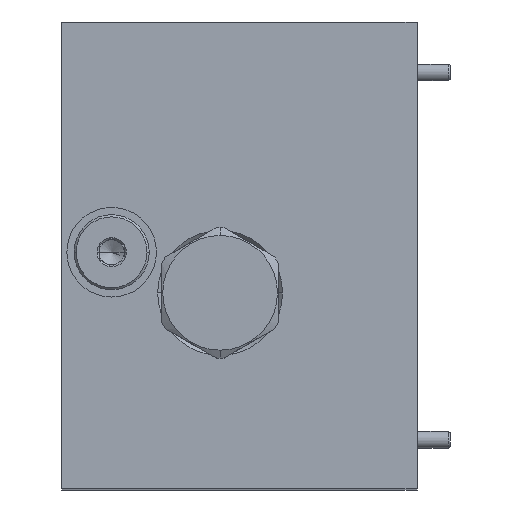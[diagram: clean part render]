
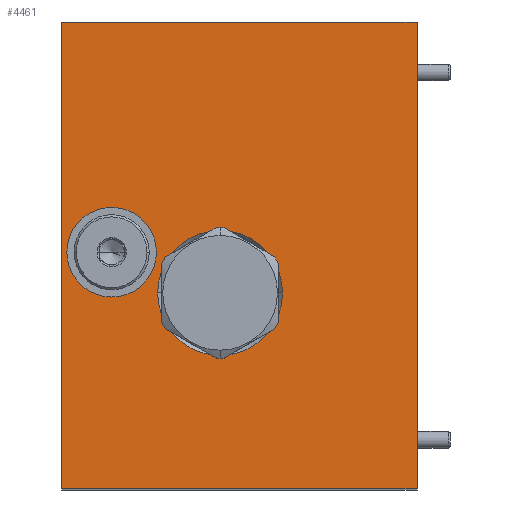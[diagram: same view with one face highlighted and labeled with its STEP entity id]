
A CAD part, top view. The second image highlights one B-rep face of the part: STEP entity #4461.
In plain terms, the highlighted planar face has unit normal (0, 0, 1).
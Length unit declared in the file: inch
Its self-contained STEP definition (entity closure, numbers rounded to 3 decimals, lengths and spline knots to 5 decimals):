
#1243=DIRECTION('',(0.,-1.,0.));
#1244=VECTOR('',#1243,3.5);
#1245=CARTESIAN_POINT('',(0.,0.,5.594));
#1246=LINE('',#1245,#1244);
#1247=DIRECTION('',(-1.,0.,0.));
#1248=VECTOR('',#1247,2.664);
#1249=CARTESIAN_POINT('',(2.664,0.,5.594));
#1250=LINE('',#1249,#1248);
#1251=DIRECTION('',(0.,1.,0.));
#1252=VECTOR('',#1251,3.5);
#1253=CARTESIAN_POINT('',(2.664,-3.5,5.594));
#1254=LINE('',#1253,#1252);
#1255=DIRECTION('',(1.,0.,0.));
#1256=VECTOR('',#1255,2.664);
#1257=CARTESIAN_POINT('',(0.,-3.5,5.594));
#1258=LINE('',#1257,#1256);
#1259=CARTESIAN_POINT('',(0.375,-1.726,5.594));
#1260=DIRECTION('',(0.,0.,-1.));
#1261=DIRECTION('',(-1.,0.,0.));
#1262=AXIS2_PLACEMENT_3D('',#1259,#1260,#1261);
#1264=CARTESIAN_POINT('',(0.375,-1.726,5.594));
#1265=DIRECTION('',(0.,0.,-1.));
#1266=DIRECTION('',(1.,0.,0.));
#1267=AXIS2_PLACEMENT_3D('',#1264,#1265,#1266);
#1269=CARTESIAN_POINT('',(1.188,-2.031,5.594));
#1270=DIRECTION('',(0.,0.,-1.));
#1271=DIRECTION('',(-1.,0.,0.));
#1272=AXIS2_PLACEMENT_3D('',#1269,#1270,#1271);
#1274=CARTESIAN_POINT('',(1.188,-2.031,5.594));
#1275=DIRECTION('',(0.,0.,-1.));
#1276=DIRECTION('',(1.,0.,0.));
#1277=AXIS2_PLACEMENT_3D('',#1274,#1275,#1276);
#3480=CARTESIAN_POINT('',(0.,0.,5.594));
#3481=CARTESIAN_POINT('',(0.,-3.5,5.594));
#3482=VERTEX_POINT('',#3480);
#3483=VERTEX_POINT('',#3481);
#3484=CARTESIAN_POINT('',(2.664,-3.5,5.594));
#3485=VERTEX_POINT('',#3484);
#3486=CARTESIAN_POINT('',(2.664,0.,5.594));
#3487=VERTEX_POINT('',#3486);
#3714=CARTESIAN_POINT('',(0.039,-1.726,5.594));
#3715=CARTESIAN_POINT('',(0.711,-1.726,5.594));
#3716=VERTEX_POINT('',#3714);
#3717=VERTEX_POINT('',#3715);
#3765=CARTESIAN_POINT('',(0.72,-2.031,
5.594));
#3766=CARTESIAN_POINT('',(1.656,-2.031,5.594));
#3767=VERTEX_POINT('',#3765);
#3768=VERTEX_POINT('',#3766);
#4438=CARTESIAN_POINT('',(0.,0.,5.594));
#4439=DIRECTION('',(0.,0.,1.));
#4440=DIRECTION('',(1.,0.,0.));
#4441=AXIS2_PLACEMENT_3D('',#4438,#4439,#4440);
#4442=PLANE('',#4441);
#4443=ORIENTED_EDGE('',*,*,#4222,.F.);
#4444=ORIENTED_EDGE('',*,*,#4321,.F.);
#4445=ORIENTED_EDGE('',*,*,#4335,.F.);
#4446=ORIENTED_EDGE('',*,*,#4432,.F.);
#4447=EDGE_LOOP('',(#4443,#4444,#4445,#4446));
#4448=FACE_OUTER_BOUND('',#4447,.F.);
#4450=ORIENTED_EDGE('',*,*,#4449,.F.);
#4452=ORIENTED_EDGE('',*,*,#4451,.F.);
#4453=EDGE_LOOP('',(#4450,#4452));
#4454=FACE_BOUND('',#4453,.F.);
#4456=ORIENTED_EDGE('',*,*,#4455,.F.);
#4458=ORIENTED_EDGE('',*,*,#4457,.F.);
#4459=EDGE_LOOP('',(#4456,#4458));
#4460=FACE_BOUND('',#4459,.F.);
#4461=ADVANCED_FACE('',(#4448,#4454,#4460),#4442,.T.);
#1263=CIRCLE('',#1262,0.336);
#1268=CIRCLE('',#1267,0.336);
#1273=CIRCLE('',#1272,0.468);
#1278=CIRCLE('',#1277,0.468);
#4222=EDGE_CURVE('',#3482,#3483,#1246,.T.);
#4321=EDGE_CURVE('',#3487,#3482,#1250,.T.);
#4335=EDGE_CURVE('',#3485,#3487,#1254,.T.);
#4432=EDGE_CURVE('',#3483,#3485,#1258,.T.);
#4449=EDGE_CURVE('',#3716,#3717,#1263,.T.);
#4451=EDGE_CURVE('',#3717,#3716,#1268,.T.);
#4455=EDGE_CURVE('',#3767,#3768,#1273,.T.);
#4457=EDGE_CURVE('',#3768,#3767,#1278,.T.);
